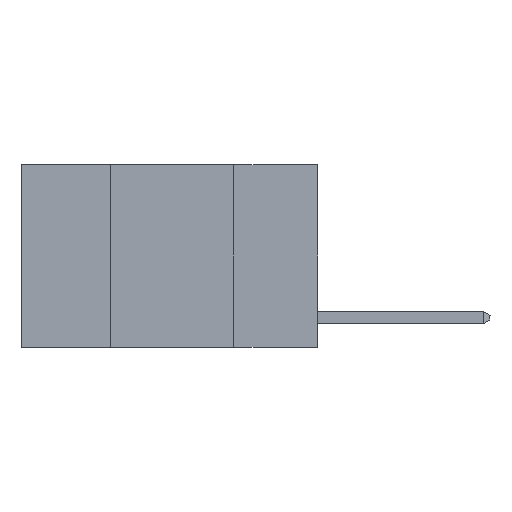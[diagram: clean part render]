
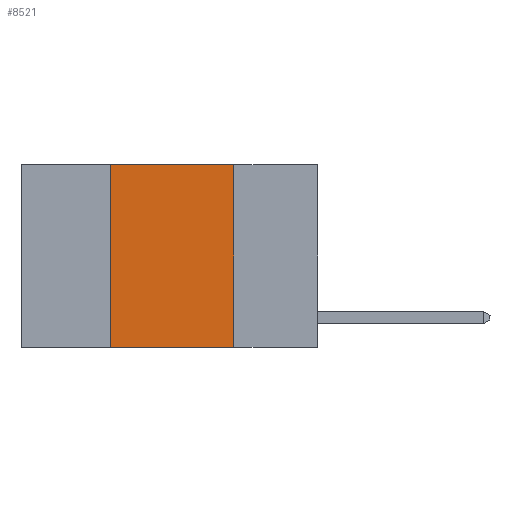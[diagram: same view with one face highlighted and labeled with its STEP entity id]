
A CAD part, left-side view. The second image highlights one B-rep face of the part: STEP entity #8521.
In plain terms, the highlighted planar face has unit normal (-1, 0, 0).
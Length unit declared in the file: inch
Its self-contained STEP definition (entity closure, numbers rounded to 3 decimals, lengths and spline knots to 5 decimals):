
#472 = PLANE ( 'NONE',  #5673 ) ;
#485 = CARTESIAN_POINT ( 'NONE',  ( 0., 0.6, 0. ) ) ;
#713 = DIRECTION ( 'NONE',  ( 0., 0., -1. ) ) ;
#1345 = CARTESIAN_POINT ( 'NONE',  ( 0., 0.6, -0.37 ) ) ;
#1626 = CARTESIAN_POINT ( 'NONE',  ( 0., 0.17, 0. ) ) ;
#1848 = CARTESIAN_POINT ( 'NONE',  ( 0., 0.17, 0. ) ) ;
#1926 = EDGE_CURVE ( 'NONE', #11804, #5026, #10639, .T. ) ;
#2037 = DIRECTION ( 'NONE',  ( 0., -1., 0. ) ) ;
#3034 = DIRECTION ( 'NONE',  ( 0., 0., -1. ) ) ;
#3037 = VERTEX_POINT ( 'NONE', #1848 ) ;
#3620 = CARTESIAN_POINT ( 'NONE',  ( 0., 0.42, 0. ) ) ;
#3878 = VECTOR ( 'NONE', #7039, 39.37008 ) ;
#4440 = ORIENTED_EDGE ( 'NONE', *, *, #8086, .F. ) ;
#4676 = VERTEX_POINT ( 'NONE', #11852 ) ;
#5026 = VERTEX_POINT ( 'NONE', #3620 ) ;
#5235 = ORIENTED_EDGE ( 'NONE', *, *, #10132, .T. ) ;
#5439 = EDGE_LOOP ( 'NONE', ( #11716, #4440, #11103, #5235 ) ) ;
#5673 = AXIS2_PLACEMENT_3D ( 'NONE', #7667, #10722, #3034 ) ;
#5900 = CARTESIAN_POINT ( 'NONE',  ( 0., 0.42, 0. ) ) ;
#6131 = LINE ( 'NONE', #1626, #10808 ) ;
#6587 = LINE ( 'NONE', #1345, #9627 ) ;
#7039 = DIRECTION ( 'NONE',  ( 0., -1., 0. ) ) ;
#7667 = CARTESIAN_POINT ( 'NONE',  ( 0., 0.6, 0. ) ) ;
#7693 = CARTESIAN_POINT ( 'NONE',  ( 0., 0.42, -0.37 ) ) ;
#7931 = DIRECTION ( 'NONE',  ( 0., 0., 1. ) ) ;
#8086 = EDGE_CURVE ( 'NONE', #5026, #3037, #9762, .T. ) ;
#8521 = ADVANCED_FACE ( 'NONE', ( #10541 ), #472, .F. ) ;
#9627 = VECTOR ( 'NONE', #2037, 39.37008 ) ;
#9762 = LINE ( 'NONE', #485, #3878 ) ;
#10007 = VECTOR ( 'NONE', #7931, 39.37008 ) ;
#10132 = EDGE_CURVE ( 'NONE', #11804, #4676, #6587, .T. ) ;
#10541 = FACE_OUTER_BOUND ( 'NONE', #5439, .T. ) ;
#10639 = LINE ( 'NONE', #5900, #10007 ) ;
#10722 = DIRECTION ( 'NONE',  ( 1., 0., 0. ) ) ;
#10808 = VECTOR ( 'NONE', #713, 39.37008 ) ;
#10830 = EDGE_CURVE ( 'NONE', #3037, #4676, #6131, .T. ) ;
#11103 = ORIENTED_EDGE ( 'NONE', *, *, #1926, .F. ) ;
#11716 = ORIENTED_EDGE ( 'NONE', *, *, #10830, .F. ) ;
#11804 = VERTEX_POINT ( 'NONE', #7693 ) ;
#11852 = CARTESIAN_POINT ( 'NONE',  ( 0., 0.17, -0.37 ) ) ;
